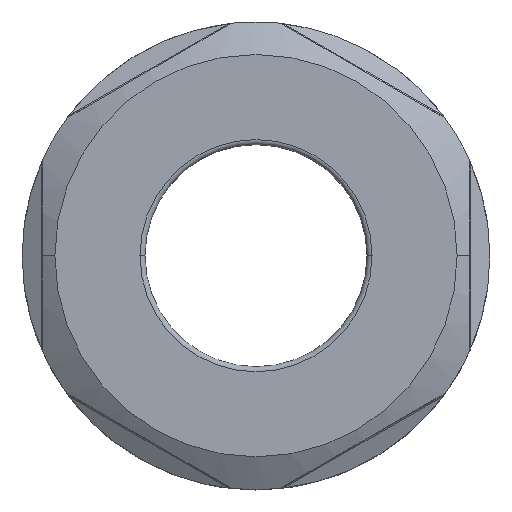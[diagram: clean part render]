
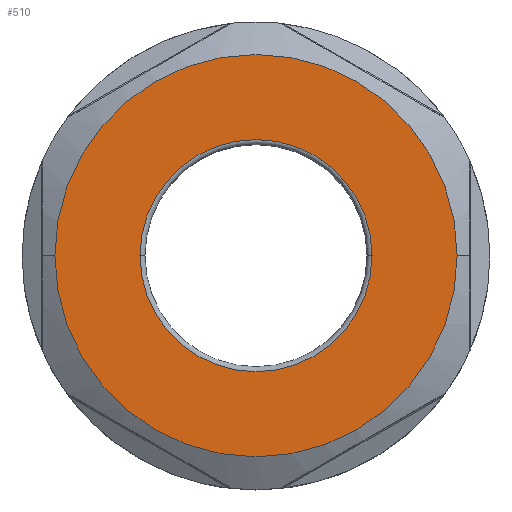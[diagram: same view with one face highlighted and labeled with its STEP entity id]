
A CAD part, top view. The second image highlights one B-rep face of the part: STEP entity #510.
In plain terms, the highlighted planar face has unit normal (0, 0, 1).
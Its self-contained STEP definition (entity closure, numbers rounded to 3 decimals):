
#5 = EDGE_CURVE ( 'NONE', #2737, #2780, #2900, .T. ) ;
#40 = EDGE_CURVE ( 'NONE', #2987, #2958, #2896, .T. ) ;
#169 = EDGE_CURVE ( 'NONE', #2958, #2987, #2710, .T. ) ;
#170 = AXIS2_PLACEMENT_3D ( 'NONE', #820, #836, #827 ) ;
#209 = EDGE_CURVE ( 'NONE', #2780, #2737, #1162, .T. ) ;
#243 = AXIS2_PLACEMENT_3D ( 'NONE', #1457, #1465, #1447 ) ;
#350 = CARTESIAN_POINT ( 'NONE',  ( -4.615, 0., 0. ) ) ;
#372 = CARTESIAN_POINT ( 'NONE',  ( 4.615, 0., 0. ) ) ;
#399 = CARTESIAN_POINT ( 'NONE',  ( -8., 0., 0. ) ) ;
#416 = CARTESIAN_POINT ( 'NONE',  ( 8., 0., 0. ) ) ;
#510 = ADVANCED_FACE ( 'NONE', ( #1235, #1258 ), #3420, .T. ) ;
#820 = CARTESIAN_POINT ( 'NONE',  ( 0., 0., 0. ) ) ;
#827 = DIRECTION ( 'NONE',  ( 1., 0., 0. ) ) ;
#836 = DIRECTION ( 'NONE',  ( 0., 0., -1. ) ) ;
#1162 = CIRCLE ( 'NONE', #3119, 4.615 ) ;
#1235 = FACE_BOUND ( 'NONE', #2755, .T. ) ;
#1258 = FACE_OUTER_BOUND ( 'NONE', #2752, .T. ) ;
#1447 = DIRECTION ( 'NONE',  ( -1., 0., 0. ) ) ;
#1457 = CARTESIAN_POINT ( 'NONE',  ( 0., 0., 0. ) ) ;
#1465 = DIRECTION ( 'NONE',  ( 0., 0., -1. ) ) ;
#1553 = DIRECTION ( 'NONE',  ( -1., 0., 0. ) ) ;
#1889 = CARTESIAN_POINT ( 'NONE',  ( 0., 0., 0. ) ) ;
#2710 = CIRCLE ( 'NONE', #3102, 8. ) ;
#2737 = VERTEX_POINT ( 'NONE', #350 ) ;
#2752 = EDGE_LOOP ( 'NONE', ( #3670, #3061 ) ) ;
#2755 = EDGE_LOOP ( 'NONE', ( #3020, #3019 ) ) ;
#2780 = VERTEX_POINT ( 'NONE', #372 ) ;
#2896 = CIRCLE ( 'NONE', #243, 8. ) ;
#2900 = CIRCLE ( 'NONE', #170, 4.615 ) ;
#2958 = VERTEX_POINT ( 'NONE', #416 ) ;
#2987 = VERTEX_POINT ( 'NONE', #399 ) ;
#3019 = ORIENTED_EDGE ( 'NONE', *, *, #5, .T. ) ;
#3020 = ORIENTED_EDGE ( 'NONE', *, *, #209, .T. ) ;
#3061 = ORIENTED_EDGE ( 'NONE', *, *, #169, .F. ) ;
#3102 = AXIS2_PLACEMENT_3D ( 'NONE', #3499, #3510, #1553 ) ;
#3117 = AXIS2_PLACEMENT_3D ( 'NONE', #3421, #3422, #3466 ) ;
#3119 = AXIS2_PLACEMENT_3D ( 'NONE', #1889, #3365, #3356 ) ;
#3356 = DIRECTION ( 'NONE',  ( 1., 0., 0. ) ) ;
#3365 = DIRECTION ( 'NONE',  ( 0., 0., -1. ) ) ;
#3420 = PLANE ( 'NONE',  #3117 ) ;
#3421 = CARTESIAN_POINT ( 'NONE',  ( 0., 4.415, 0. ) ) ;
#3422 = DIRECTION ( 'NONE',  ( 0., 0., 1. ) ) ;
#3466 = DIRECTION ( 'NONE',  ( 1., 0., 0. ) ) ;
#3499 = CARTESIAN_POINT ( 'NONE',  ( 0., 0., 0. ) ) ;
#3510 = DIRECTION ( 'NONE',  ( 0., 0., -1. ) ) ;
#3670 = ORIENTED_EDGE ( 'NONE', *, *, #40, .F. ) ;
